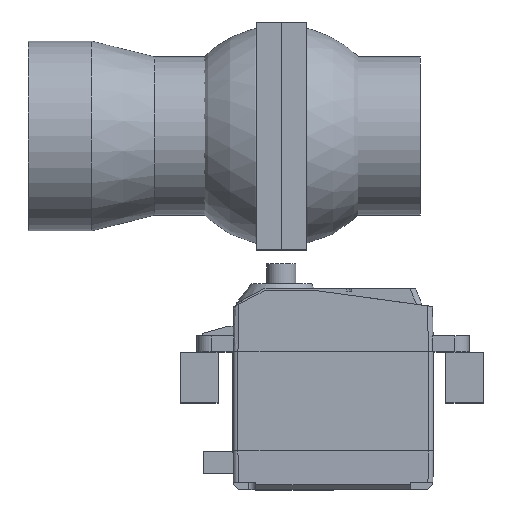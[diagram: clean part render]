
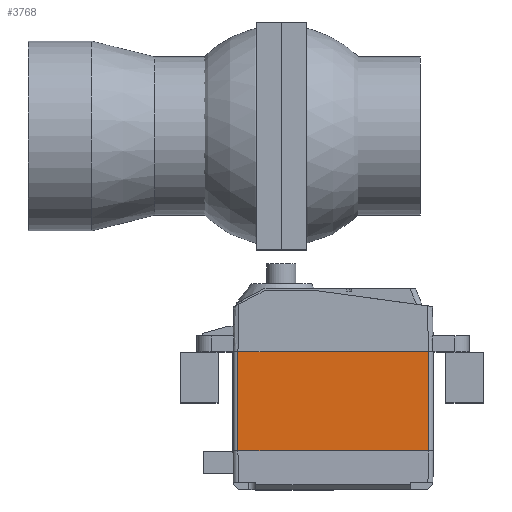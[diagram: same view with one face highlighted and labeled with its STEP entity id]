
A CAD part, top view. The second image highlights one B-rep face of the part: STEP entity #3768.
In plain terms, the highlighted planar face has unit normal (0, 0, 1).
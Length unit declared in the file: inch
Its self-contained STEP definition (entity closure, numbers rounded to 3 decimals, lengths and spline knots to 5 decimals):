
#390=FACE_OUTER_BOUND('',#600,.T.);
#600=EDGE_LOOP('',(#2657,#2658,#2659,#2660));
#874=LINE('',#5659,#1246);
#875=LINE('',#5662,#1247);
#876=LINE('',#5664,#1248);
#877=LINE('',#5665,#1249);
#1246=VECTOR('',#4524,0.3937);
#1247=VECTOR('',#4527,0.3937);
#1248=VECTOR('',#4528,0.3937);
#1249=VECTOR('',#4529,0.3937);
#1605=VERTEX_POINT('',#5655);
#1606=VERTEX_POINT('',#5657);
#1607=VERTEX_POINT('',#5661);
#1608=VERTEX_POINT('',#5663);
#2010=EDGE_CURVE('',#1605,#1606,#874,.T.);
#2011=EDGE_CURVE('',#1607,#1605,#875,.T.);
#2012=EDGE_CURVE('',#1608,#1606,#876,.T.);
#2013=EDGE_CURVE('',#1607,#1608,#877,.T.);
#2657=ORIENTED_EDGE('',*,*,#2011,.T.);
#2658=ORIENTED_EDGE('',*,*,#2010,.T.);
#2659=ORIENTED_EDGE('',*,*,#2012,.F.);
#2660=ORIENTED_EDGE('',*,*,#2013,.F.);
#3630=PLANE('',#4020);
#3768=ADVANCED_FACE('',(#390),#3630,.T.);
#4020=AXIS2_PLACEMENT_3D('',#5660,#4525,#4526);
#4524=DIRECTION('',(0.,1.,0.));
#4525=DIRECTION('center_axis',(0.,0.,1.));
#4526=DIRECTION('ref_axis',(1.,0.,0.));
#4527=DIRECTION('',(1.,0.,0.));
#4528=DIRECTION('',(1.,0.,0.));
#4529=DIRECTION('',(0.,1.,0.));
#5655=CARTESIAN_POINT('',(1.54055,0.30709,0.00394));
#5657=CARTESIAN_POINT('',(1.54055,1.09055,0.00394));
#5659=CARTESIAN_POINT('',(1.54055,0.30709,0.00394));
#5660=CARTESIAN_POINT('Origin',(0.03661,0.30709,0.00394));
#5661=CARTESIAN_POINT('',(0.03661,0.30709,0.00394));
#5662=CARTESIAN_POINT('',(0.03661,0.30709,0.00394));
#5663=CARTESIAN_POINT('',(0.03661,1.09055,0.00394));
#5664=CARTESIAN_POINT('',(0.03661,1.09055,0.00394));
#5665=CARTESIAN_POINT('',(0.03661,0.30709,0.00394));
